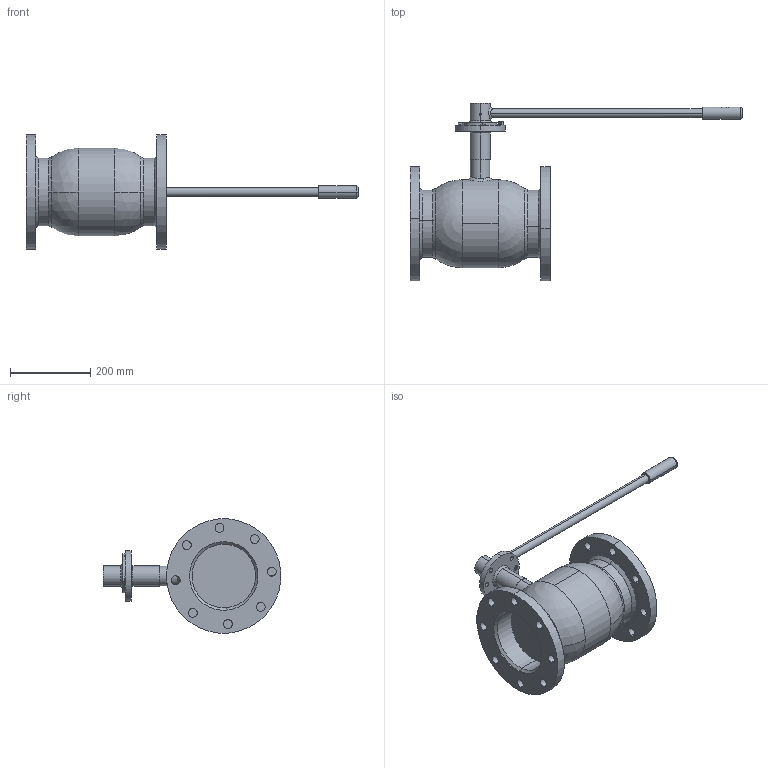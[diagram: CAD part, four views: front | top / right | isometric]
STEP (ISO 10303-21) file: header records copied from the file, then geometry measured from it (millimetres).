
FILE_DESCRIPTION (( 'STEP AP214' ), '1' );
FILE_NAME ('61103150 010.STEP', '2010-10-25T11:51:04', ( 'BROEN A/S' ), ( 'BROEN A/S' ), 'SwSTEP 2.0', 'SolidWorks 2009', '' );
FILE_SCHEMA (( 'AUTOMOTIVE_DESIGN' ));
Length unit declared in the file: millimetre
Products named in the file (1): 61103150 010
Bounding box: 826.77 x 442.06 x 283.92 mm (x, y, z)
Surface area: 722268.3 mm2 (no closed solid volume)
Topology: 0 solids, 30 shells, 224 faces, 907 edges, 680 vertices
Faces by surface type: cylinder 104, plane 69, cone 27, bspline 16, sphere 4, torus 4
Entity records: 18320 total; most frequent: CARTESIAN_POINT 8659, DIRECTION 1411, ORIENTED_EDGE 1338, EDGE_CURVE 903, VERTEX_POINT 680, AXIS2_PLACEMENT_3D 497, LINE 417, VECTOR 417
